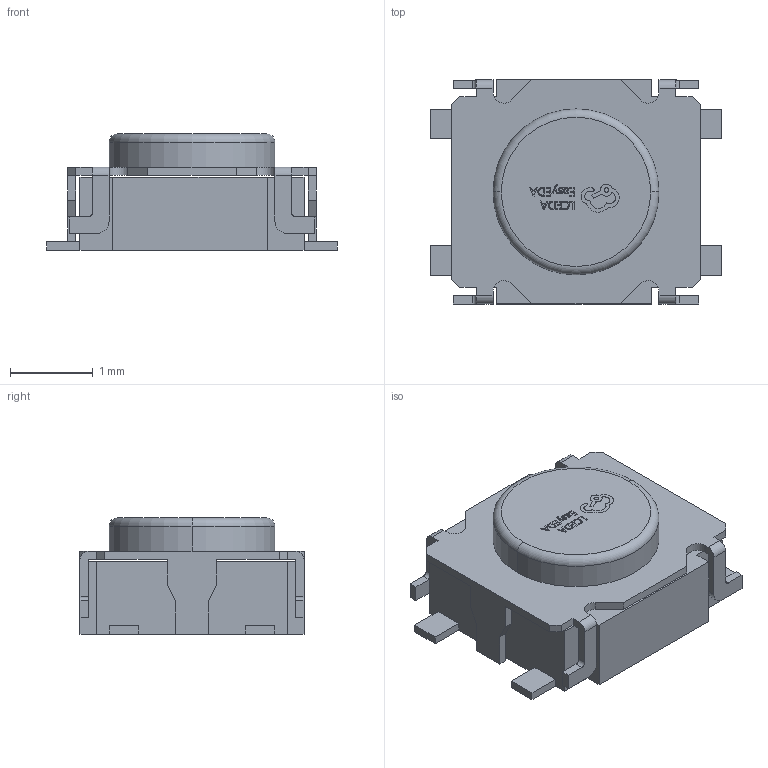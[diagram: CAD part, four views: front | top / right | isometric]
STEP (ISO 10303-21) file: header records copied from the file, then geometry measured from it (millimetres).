
FILE_DESCRIPTION (( 'STEP AP214' ), '1' );
FILE_NAME ('SW-SMD_4P-L3.0-W2.8-H1.4-P1.65-TL.step', '2022-07-26T14:33:03', ( '' ), ( '' ), 'SwSTEP 2.0', 'SolidWorks 2020', '' );
FILE_SCHEMA (( 'AUTOMOTIVE_DESIGN' ));
Length unit declared in the file: millimetre
Products named in the file (1): SW-SMD_4P-L3.0-W2.8-H1.4-P1.65-TL
Bounding box: 3.5 x 2.7 x 1.4 mm (x, y, z)
Volume: 8.3 mm3; surface area: 49.3 mm2
Topology: 19 solids, 19 shells, 494 faces, 1327 edges, 884 vertices
Faces by surface type: plane 324, bspline 146, cylinder 22, torus 2
Entity records: 20966 total; most frequent: CARTESIAN_POINT 6316, ORIENTED_EDGE 2654, DIRECTION 1777, EDGE_CURVE 1327, LINE 983, VECTOR 983, VERTEX_POINT 884, EDGE_LOOP 519
